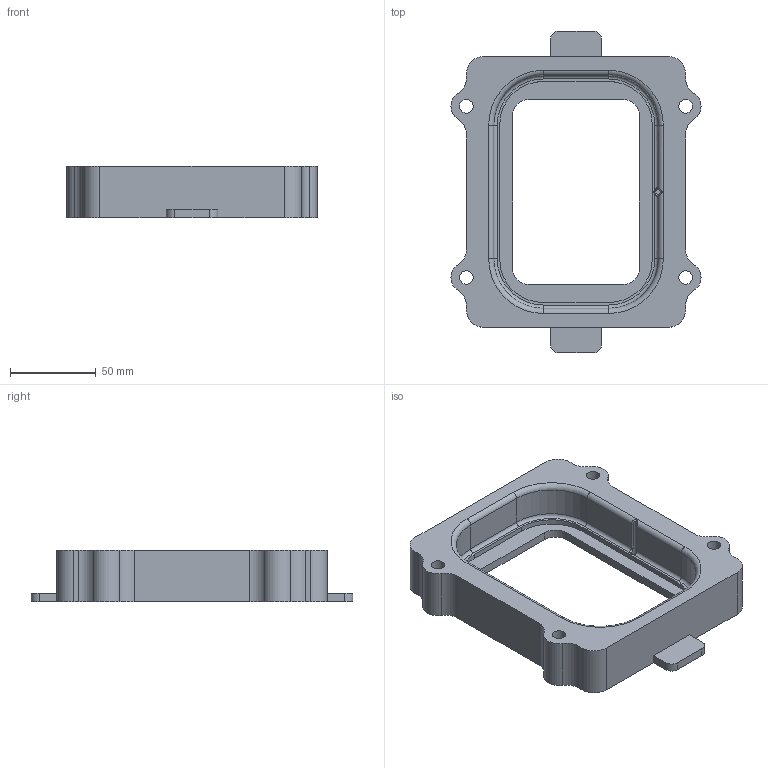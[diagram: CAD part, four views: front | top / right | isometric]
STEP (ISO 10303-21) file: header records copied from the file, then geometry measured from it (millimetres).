
FILE_DESCRIPTION(('FreeCAD Model'),'2;1');
FILE_NAME('FlexiVATBase.step','2015-10-09T11:29:52',('Author'),(''), 'Open CASCADE STEP processor 6.8','FreeCAD','Unknown');
FILE_SCHEMA(('AUTOMOTIVE_DESIGN_CC2 { 1 2 10303 214 -1 1 5 4 }'));
Length unit declared in the file: millimetre
Products named in the file (2): ASSEMBLY; FlexiVATBase
Assembly tree (1 placements, depth 2):
  ASSEMBLY
    FlexiVATBase
Bounding box: 146 x 188 x 30 mm (x, y, z)
Volume: 272840.1 mm3; surface area: 59157.3 mm2
Topology: 1 solids, 1 shells, 148 faces, 373 edges, 233 vertices
Faces by surface type: plane 86, cylinder 48, torus 8, bspline 6
Full cylindrical faces by diameter (mm): 3 x1, 8 x4
Entity records: 12002 total; most frequent: CARTESIAN_POINT 4535, DIRECTION 1387, LINE 863, VECTOR 863, ORIENTED_EDGE 746, PCURVE 746, DEFINITIONAL_REPRESENTATION 746, EDGE_CURVE 373
